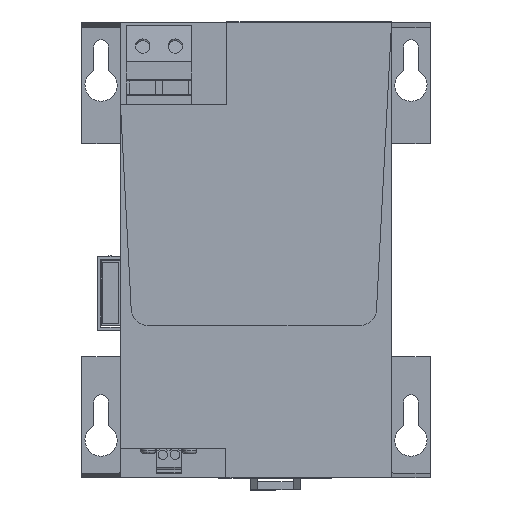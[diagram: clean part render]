
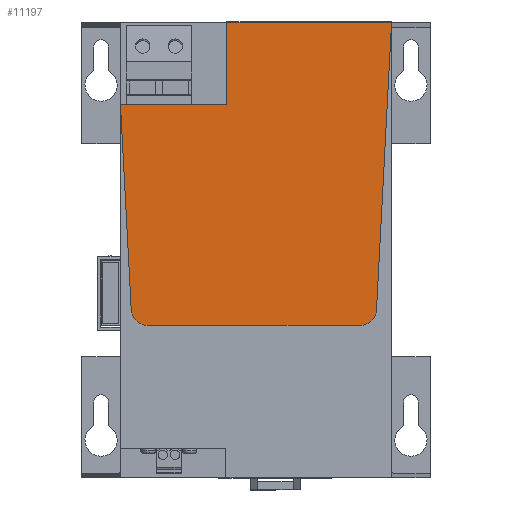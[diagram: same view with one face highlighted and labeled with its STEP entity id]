
A CAD part, top view. The second image highlights one B-rep face of the part: STEP entity #11197.
In plain terms, the highlighted planar face has unit normal (0, 0, 1).
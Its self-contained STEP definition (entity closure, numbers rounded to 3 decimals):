
#11129=AXIS2_PLACEMENT_3D('Plane Axis2P3D',#11126,#11127,#11128) ;
#11163=AXIS2_PLACEMENT_3D('Circle Axis2P3D',#11161,#11162,$) ;
#11177=AXIS2_PLACEMENT_3D('Circle Axis2P3D',#11175,#11176,$) ;
#11126=CARTESIAN_POINT('Axis2P3D Location',(54.,74.2,176.795)) ;
#11131=CARTESIAN_POINT('Line Origine',(70.5,144.7,176.795)) ;
#11135=CARTESIAN_POINT('Vertex',(96.,144.7,176.795)) ;
#11137=CARTESIAN_POINT('Vertex',(45.,144.7,176.795)) ;
#11140=CARTESIAN_POINT('Line Origine',(45.,131.95,176.795)) ;
#11144=CARTESIAN_POINT('Vertex',(45.,119.2,176.795)) ;
#11147=CARTESIAN_POINT('Line Origine',(28.5,119.2,176.795)) ;
#11151=CARTESIAN_POINT('Vertex',(12.,119.2,176.795)) ;
#11154=CARTESIAN_POINT('Line Origine',(13.671,87.319,176.795)) ;
#11158=CARTESIAN_POINT('Vertex',(15.342,55.438,176.795)) ;
#11161=CARTESIAN_POINT('Axis2P3D Location',(20.335,55.7,176.795)) ;
#11165=CARTESIAN_POINT('Vertex',(20.335,50.7,176.795)) ;
#11168=CARTESIAN_POINT('Line Origine',(53.332,50.7,176.795)) ;
#11172=CARTESIAN_POINT('Vertex',(86.329,50.7,176.795)) ;
#11175=CARTESIAN_POINT('Axis2P3D Location',(86.329,55.7,176.795)) ;
#11179=CARTESIAN_POINT('Vertex',(91.322,55.438,176.795)) ;
#11182=CARTESIAN_POINT('Line Origine',(93.661,100.069,176.795)) ;
#11127=DIRECTION('Axis2P3D Direction',(0.,0.,1.)) ;
#11128=DIRECTION('Axis2P3D XDirection',(1.,0.,0.)) ;
#11132=DIRECTION('Vector Direction',(-1.,0.,0.)) ;
#11141=DIRECTION('Vector Direction',(0.,-1.,0.)) ;
#11148=DIRECTION('Vector Direction',(-1.,0.,0.)) ;
#11155=DIRECTION('Vector Direction',(0.052,-0.999,0.)) ;
#11162=DIRECTION('Axis2P3D Direction',(0.,0.,1.)) ;
#11169=DIRECTION('Vector Direction',(1.,0.,0.)) ;
#11176=DIRECTION('Axis2P3D Direction',(0.,0.,1.)) ;
#11183=DIRECTION('Vector Direction',(0.052,0.999,0.)) ;
#11133=VECTOR('Line Direction',#11132,1.) ;
#11142=VECTOR('Line Direction',#11141,1.) ;
#11149=VECTOR('Line Direction',#11148,1.) ;
#11156=VECTOR('Line Direction',#11155,1.) ;
#11170=VECTOR('Line Direction',#11169,1.) ;
#11184=VECTOR('Line Direction',#11183,1.) ;
#11188=ORIENTED_EDGE('',*,*,#11139,.T.) ;
#11189=ORIENTED_EDGE('',*,*,#11146,.T.) ;
#11190=ORIENTED_EDGE('',*,*,#11153,.T.) ;
#11191=ORIENTED_EDGE('',*,*,#11160,.T.) ;
#11192=ORIENTED_EDGE('',*,*,#11167,.T.) ;
#11193=ORIENTED_EDGE('',*,*,#11174,.T.) ;
#11194=ORIENTED_EDGE('',*,*,#11181,.T.) ;
#11195=ORIENTED_EDGE('',*,*,#11186,.T.) ;
#11197=ADVANCED_FACE('AUFDRUCK_ORANGE',(#11196),#11130,.T.) ;
#11164=CIRCLE('generated circle',#11163,5.) ;
#11178=CIRCLE('generated circle',#11177,5.) ;
#11139=EDGE_CURVE('',#11136,#11138,#11134,.T.) ;
#11146=EDGE_CURVE('',#11138,#11145,#11143,.T.) ;
#11153=EDGE_CURVE('',#11145,#11152,#11150,.T.) ;
#11160=EDGE_CURVE('',#11152,#11159,#11157,.T.) ;
#11167=EDGE_CURVE('',#11159,#11166,#11164,.T.) ;
#11174=EDGE_CURVE('',#11166,#11173,#11171,.T.) ;
#11181=EDGE_CURVE('',#11173,#11180,#11178,.T.) ;
#11186=EDGE_CURVE('',#11180,#11136,#11185,.T.) ;
#11187=EDGE_LOOP('',(#11188,#11189,#11190,#11191,#11192,#11193,#11194,#11195)) ;
#11196=FACE_OUTER_BOUND('',#11187,.T.) ;
#11134=LINE('Line',#11131,#11133) ;
#11143=LINE('Line',#11140,#11142) ;
#11150=LINE('Line',#11147,#11149) ;
#11157=LINE('Line',#11154,#11156) ;
#11171=LINE('Line',#11168,#11170) ;
#11185=LINE('Line',#11182,#11184) ;
#11130=PLANE('',#11129) ;
#11136=VERTEX_POINT('',#11135) ;
#11138=VERTEX_POINT('',#11137) ;
#11145=VERTEX_POINT('',#11144) ;
#11152=VERTEX_POINT('',#11151) ;
#11159=VERTEX_POINT('',#11158) ;
#11166=VERTEX_POINT('',#11165) ;
#11173=VERTEX_POINT('',#11172) ;
#11180=VERTEX_POINT('',#11179) ;
